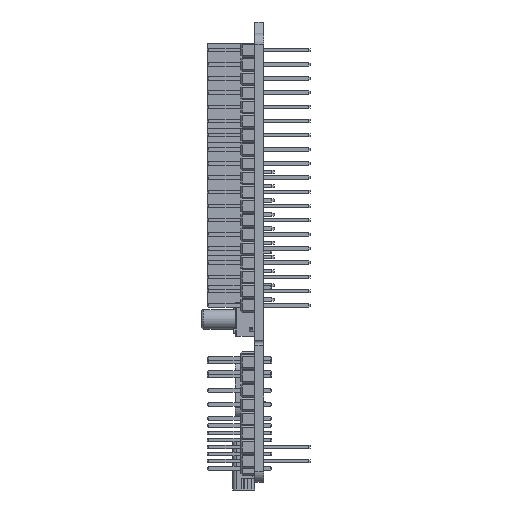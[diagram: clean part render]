
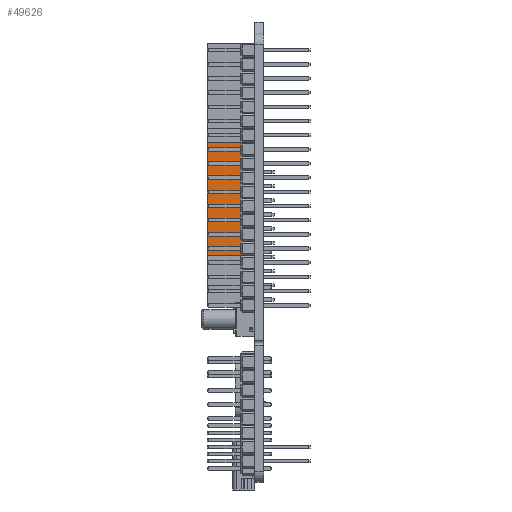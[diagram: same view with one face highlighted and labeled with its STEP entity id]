
A CAD part, left-side view. The second image highlights one B-rep face of the part: STEP entity #49626.
In plain terms, the highlighted face is planar.
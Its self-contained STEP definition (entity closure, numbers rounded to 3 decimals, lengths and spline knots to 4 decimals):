
#2368=FACE_OUTER_BOUND('',#5962,.T.);
#5962=EDGE_LOOP('',(#35246,#35247,#35248,#35249));
#9383=LINE('',#72158,#15795);
#9406=LINE('',#72203,#15818);
#9550=LINE('',#72500,#15962);
#9551=LINE('',#72501,#15963);
#15795=VECTOR('',#58655,1.);
#15818=VECTOR('',#58694,1.);
#15962=VECTOR('',#58972,1.);
#15963=VECTOR('',#58973,1.);
#22304=VERTEX_POINT('',#72155);
#22305=VERTEX_POINT('',#72157);
#22319=VERTEX_POINT('',#72201);
#22405=VERTEX_POINT('',#72499);
#26855=EDGE_CURVE('',#22305,#22304,#9383,.T.);
#26878=EDGE_CURVE('',#22319,#22304,#9406,.T.);
#27022=EDGE_CURVE('',#22305,#22405,#9550,.T.);
#27023=EDGE_CURVE('',#22405,#22319,#9551,.T.);
#35246=ORIENTED_EDGE('',*,*,#27022,.F.);
#35247=ORIENTED_EDGE('',*,*,#26855,.T.);
#35248=ORIENTED_EDGE('',*,*,#26878,.F.);
#35249=ORIENTED_EDGE('',*,*,#27023,.F.);
#46522=PLANE('',#53332);
#49626=ADVANCED_FACE('',(#2368),#46522,.T.);
#53332=AXIS2_PLACEMENT_3D('',#72498,#58970,#58971);
#58655=DIRECTION('',(0.,1.,0.));
#58694=DIRECTION('',(1.,0.,0.));
#58970=DIRECTION('center_axis',(0.,0.,1.));
#58971=DIRECTION('ref_axis',(1.,0.,0.));
#58972=DIRECTION('',(-1.,0.,0.));
#58973=DIRECTION('',(0.,1.,0.));
#72155=CARTESIAN_POINT('',(1.016,0.85,0.125));
#72157=CARTESIAN_POINT('',(1.016,0.,0.125));
#72158=CARTESIAN_POINT('',(1.016,0.,0.125));
#72201=CARTESIAN_POINT('',(-1.016,0.85,0.125));
#72203=CARTESIAN_POINT('',(1.016,0.85,0.125));
#72498=CARTESIAN_POINT('Origin',(-1.016,0.,0.125));
#72499=CARTESIAN_POINT('',(-1.016,0.,0.125));
#72500=CARTESIAN_POINT('',(1.016,0.,0.125));
#72501=CARTESIAN_POINT('',(-1.016,0.,0.125));
